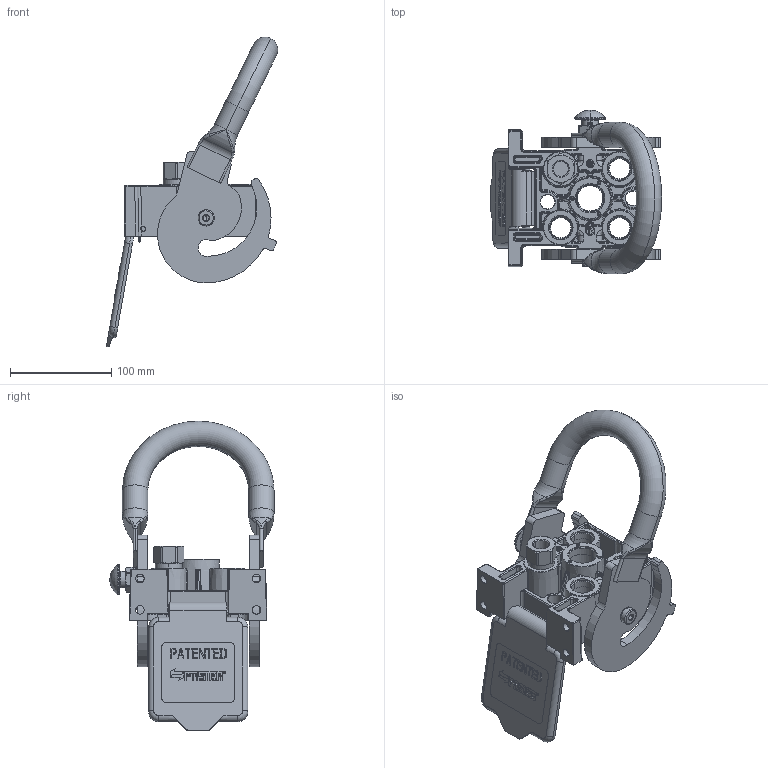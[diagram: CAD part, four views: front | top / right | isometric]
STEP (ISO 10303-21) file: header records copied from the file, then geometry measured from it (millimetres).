
FILE_DESCRIPTION (( 'STEP AP214' ), '1' );
FILE_NAME ('FASTER.step', '2022-01-27T04:12:25', ( '' ), ( '' ), 'SwSTEP 2.0', 'SolidWorks 2017', '' );
FILE_SCHEMA (( 'AUTOMOTIVE_DESIGN' ));
Length unit declared in the file: millimetre
Products named in the file (29): 0048_042_0412_000; 2ffnb38_gas_f; 4830_022_0000_011; or1_5x7_m; 4830_001_0005_300; 4830_025_0000_001; CURS_MOLLA_38; 4830_001_0005_301; P506-1_F_BASE; 4830_025_1000_000; 4830_070_0000_001; FASTER; 4830_024_4001_000^4830_024_4001_000; 4830_025_2000_000; 4830_024_4001_000; et011; 4840_024_1000_010; 4132_072_0000_300; 4810_001_0001_014; 0048_317_1000_000; 4840_024_1000_020; sicura_p5; 4832_020_4001_000; 4830_024_4001_011; A_2ffnb38_gas_f; 4830_013_3000_030; 4820_001_0004_000; 4132_014_0000_000
Assembly tree (29 placements, depth 4):
  FASTER
    P506-1_F_BASE
      4832_020_4001_000
      4830_013_3000_030  x2
      4820_001_0004_000
      4810_001_0001_014
      4830_001_0005_300
      4830_001_0005_301
      0048_317_1000_000  x2
    A_2ffnb38_gas_f
      CURS_MOLLA_38
        4132_072_0000_300
        4132_014_0000_000
      2ffnb38_gas_f
        2ffnb38_gas_f
    4830_024_4001_000
      sicura_p5
        4830_025_0000_001
        or1_5x7_m
        0048_042_0412_000
      4840_024_1000_010
      4840_024_1000_020
      4830_024_4001_011
      4830_025_2000_000
      4830_025_1000_000
      4830_022_0000_011
      4830_070_0000_001
    et011
  4830_024_4001_000^4830_024_4001_000
Bounding box: 168.92 x 161.73 x 305.46 mm (x, y, z)
Volume: 228207.2 mm3; surface area: 266012.1 mm2
Topology: 18 solids, 45 shells, 4540 faces, 11805 edges, 7494 vertices
Faces by surface type: plane 2759, cylinder 816, bspline 457, cone 258, torus 201, sphere 49
Entity records: 188046 total; most frequent: CARTESIAN_POINT 80729, ORIENTED_EDGE 23147, DIRECTION 19963, EDGE_CURVE 11626, LINE 8205, VECTOR 8205, VERTEX_POINT 7417, AXIS2_PLACEMENT_3D 5879
